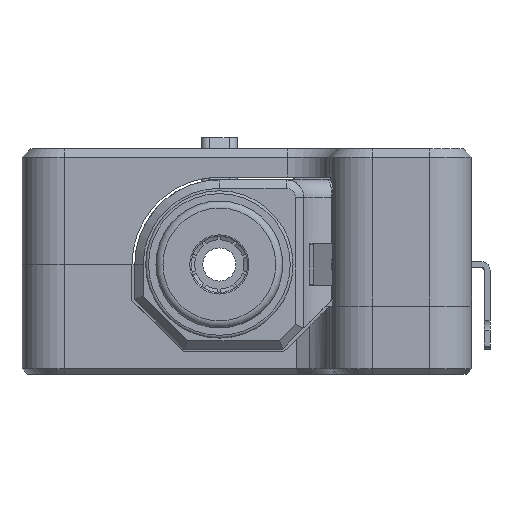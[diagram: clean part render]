
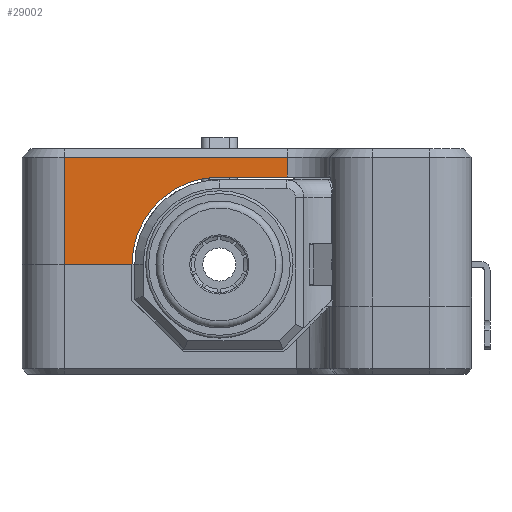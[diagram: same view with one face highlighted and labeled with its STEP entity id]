
A CAD part, left-side view. The second image highlights one B-rep face of the part: STEP entity #29002.
In plain terms, the highlighted planar face has unit normal (-1, 0, 0).
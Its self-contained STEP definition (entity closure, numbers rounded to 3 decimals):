
#1954=PLANE('',#32016);
#3484=FACE_OUTER_BOUND('',#5208,.T.);
#5208=EDGE_LOOP('',(#25244,#25245,#25246,#25247,#25248,#25249));
#7329=LINE('',#54354,#9734);
#7348=LINE('',#54411,#9753);
#7349=LINE('',#54415,#9754);
#7350=LINE('',#54417,#9755);
#7351=LINE('',#54420,#9756);
#9734=VECTOR('',#38916,10.);
#9753=VECTOR('',#38979,10.);
#9754=VECTOR('',#38984,10.);
#9755=VECTOR('',#38985,10.);
#9756=VECTOR('',#38988,10.);
#11489=CIRCLE('',#32017,6.2);
#13807=VERTEX_POINT('',#54344);
#13809=VERTEX_POINT('',#54350);
#13826=VERTEX_POINT('',#54410);
#13827=VERTEX_POINT('',#54414);
#13828=VERTEX_POINT('',#54416);
#13829=VERTEX_POINT('',#54418);
#17701=EDGE_CURVE('',#13807,#13809,#7329,.T.);
#17730=EDGE_CURVE('',#13809,#13826,#7348,.T.);
#17732=EDGE_CURVE('',#13827,#13807,#7349,.T.);
#17733=EDGE_CURVE('',#13828,#13827,#7350,.T.);
#17734=EDGE_CURVE('',#13829,#13828,#11489,.T.);
#17735=EDGE_CURVE('',#13829,#13826,#7351,.T.);
#25244=ORIENTED_EDGE('',*,*,#17701,.F.);
#25245=ORIENTED_EDGE('',*,*,#17732,.F.);
#25246=ORIENTED_EDGE('',*,*,#17733,.F.);
#25247=ORIENTED_EDGE('',*,*,#17734,.F.);
#25248=ORIENTED_EDGE('',*,*,#17735,.T.);
#25249=ORIENTED_EDGE('',*,*,#17730,.F.);
#29002=ADVANCED_FACE('',(#3484),#1954,.T.);
#32016=AXIS2_PLACEMENT_3D('',#54413,#38982,#38983);
#32017=AXIS2_PLACEMENT_3D('',#54419,#38986,#38987);
#38916=DIRECTION('',(0.,-1.,0.));
#38979=DIRECTION('',(0.,0.,-1.));
#38982=DIRECTION('center_axis',(-1.,0.,0.));
#38983=DIRECTION('ref_axis',(0.,-1.,0.));
#38984=DIRECTION('',(0.,0.,1.));
#38985=DIRECTION('',(0.,1.,0.));
#38986=DIRECTION('center_axis',(-1.,0.,0.));
#38987=DIRECTION('ref_axis',(0.,1.,0.));
#38988=DIRECTION('',(0.,-1.,0.));
#54344=CARTESIAN_POINT('',(21.2,126.9,4.75));
#54350=CARTESIAN_POINT('',(21.2,111.067,4.75));
#54354=CARTESIAN_POINT('',(21.2,118.592,4.75));
#54410=CARTESIAN_POINT('',(21.2,111.067,3.35));
#54411=CARTESIAN_POINT('',(21.2,111.067,4.35));
#54413=CARTESIAN_POINT('Origin',(21.2,122.1,3.35));
#54414=CARTESIAN_POINT('',(21.2,126.9,-2.85));
#54415=CARTESIAN_POINT('',(21.2,126.9,4.35));
#54416=CARTESIAN_POINT('',(21.2,122.1,-2.85));
#54417=CARTESIAN_POINT('',(21.2,126.4,-2.85));
#54418=CARTESIAN_POINT('',(21.2,115.9,3.35));
#54419=CARTESIAN_POINT('Origin',(21.2,115.9,-2.85));
#54420=CARTESIAN_POINT('',(21.2,122.1,3.35));
